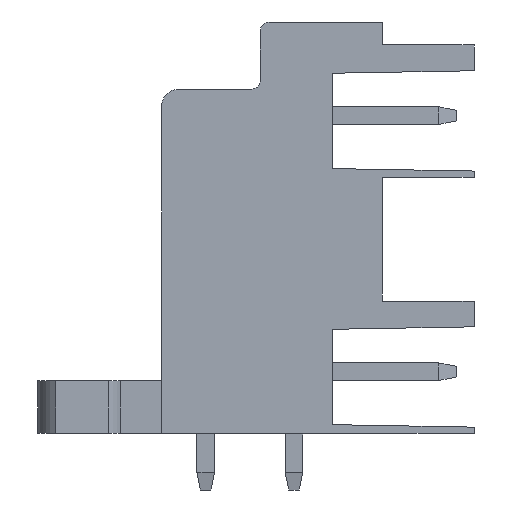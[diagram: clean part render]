
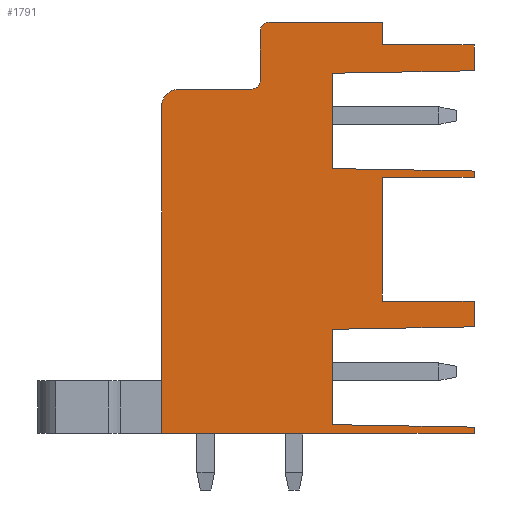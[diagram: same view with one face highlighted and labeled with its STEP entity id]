
A CAD part, left-side view. The second image highlights one B-rep face of the part: STEP entity #1791.
In plain terms, the highlighted planar face has unit normal (-1, 0, 0).
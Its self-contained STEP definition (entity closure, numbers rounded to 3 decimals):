
#940=AXIS2_PLACEMENT_3D('Circle Axis2P3D',#938,#939,$) ;
#1002=AXIS2_PLACEMENT_3D('Circle Axis2P3D',#1000,#1001,$) ;
#1064=AXIS2_PLACEMENT_3D('Circle Axis2P3D',#1062,#1063,$) ;
#1764=AXIS2_PLACEMENT_3D('Plane Axis2P3D',#1761,#1762,#1763) ;
#49=CARTESIAN_POINT('Vertex',(0.,0.,3.56)) ;
#52=CARTESIAN_POINT('Line Origine',(0.,0.,3.38)) ;
#56=CARTESIAN_POINT('Vertex',(0.,0.,3.2)) ;
#87=CARTESIAN_POINT('Vertex',(0.,8.,3.7)) ;
#90=CARTESIAN_POINT('Line Origine',(0.,4.,3.63)) ;
#118=CARTESIAN_POINT('Vertex',(0.,8.,9.1)) ;
#121=CARTESIAN_POINT('Line Origine',(0.,8.,6.4)) ;
#353=CARTESIAN_POINT('Vertex',(0.,0.,9.24)) ;
#356=CARTESIAN_POINT('Line Origine',(0.,4.,9.17)) ;
#379=CARTESIAN_POINT('Vertex',(0.,0.,10.7)) ;
#382=CARTESIAN_POINT('Line Origine',(0.,0.,9.97)) ;
#410=CARTESIAN_POINT('Vertex',(0.,5.2,10.7)) ;
#413=CARTESIAN_POINT('Line Origine',(0.,2.6,10.7)) ;
#441=CARTESIAN_POINT('Vertex',(0.,5.2,17.7)) ;
#444=CARTESIAN_POINT('Line Origine',(0.,5.2,14.2)) ;
#472=CARTESIAN_POINT('Vertex',(0.,0.,17.7)) ;
#475=CARTESIAN_POINT('Line Origine',(0.,2.6,17.7)) ;
#498=CARTESIAN_POINT('Vertex',(0.,0.,18.06)) ;
#501=CARTESIAN_POINT('Line Origine',(0.,0.,17.88)) ;
#529=CARTESIAN_POINT('Vertex',(0.,8.,18.2)) ;
#532=CARTESIAN_POINT('Line Origine',(0.,4.,18.13)) ;
#555=CARTESIAN_POINT('Vertex',(0.,8.,23.6)) ;
#558=CARTESIAN_POINT('Line Origine',(0.,8.,20.9)) ;
#790=CARTESIAN_POINT('Vertex',(0.,0.,23.74)) ;
#793=CARTESIAN_POINT('Line Origine',(0.,4.,23.67)) ;
#816=CARTESIAN_POINT('Vertex',(0.,0.,25.2)) ;
#819=CARTESIAN_POINT('Line Origine',(0.,0.,24.47)) ;
#847=CARTESIAN_POINT('Vertex',(0.,5.2,25.2)) ;
#850=CARTESIAN_POINT('Line Origine',(0.,2.6,25.2)) ;
#873=CARTESIAN_POINT('Vertex',(0.,5.2,26.5)) ;
#876=CARTESIAN_POINT('Line Origine',(0.,5.2,25.85)) ;
#904=CARTESIAN_POINT('Vertex',(0.,11.6,26.5)) ;
#907=CARTESIAN_POINT('Line Origine',(0.,8.4,26.5)) ;
#935=CARTESIAN_POINT('Vertex',(0.,12.1,26.)) ;
#938=CARTESIAN_POINT('Axis2P3D Location',(0.,11.6,26.)) ;
#966=CARTESIAN_POINT('Vertex',(0.,12.1,23.2)) ;
#969=CARTESIAN_POINT('Line Origine',(0.,12.1,24.6)) ;
#997=CARTESIAN_POINT('Vertex',(0.,12.6,22.7)) ;
#1000=CARTESIAN_POINT('Axis2P3D Location',(0.,12.6,23.2)) ;
#1028=CARTESIAN_POINT('Vertex',(0.,16.7,22.7)) ;
#1031=CARTESIAN_POINT('Line Origine',(0.,14.65,22.7)) ;
#1059=CARTESIAN_POINT('Vertex',(0.,17.7,21.7)) ;
#1062=CARTESIAN_POINT('Axis2P3D Location',(0.,16.7,21.7)) ;
#1113=CARTESIAN_POINT('Vertex',(0.,17.7,3.2)) ;
#1116=CARTESIAN_POINT('Line Origine',(0.,17.7,12.45)) ;
#1179=CARTESIAN_POINT('Line Origine',(0.,8.85,3.2)) ;
#1761=CARTESIAN_POINT('Axis2P3D Location',(0.,0.,0.)) ;
#53=DIRECTION('Vector Direction',(0.,0.,-1.)) ;
#91=DIRECTION('Vector Direction',(0.,-1.,-0.017)) ;
#122=DIRECTION('Vector Direction',(0.,0.,-1.)) ;
#357=DIRECTION('Vector Direction',(0.,1.,-0.017)) ;
#383=DIRECTION('Vector Direction',(0.,0.,-1.)) ;
#414=DIRECTION('Vector Direction',(0.,-1.,0.)) ;
#445=DIRECTION('Vector Direction',(0.,0.,-1.)) ;
#476=DIRECTION('Vector Direction',(0.,1.,0.)) ;
#502=DIRECTION('Vector Direction',(0.,0.,-1.)) ;
#533=DIRECTION('Vector Direction',(0.,-1.,-0.017)) ;
#559=DIRECTION('Vector Direction',(0.,0.,-1.)) ;
#794=DIRECTION('Vector Direction',(0.,1.,-0.017)) ;
#820=DIRECTION('Vector Direction',(0.,0.,-1.)) ;
#851=DIRECTION('Vector Direction',(0.,-1.,0.)) ;
#877=DIRECTION('Vector Direction',(0.,0.,-1.)) ;
#908=DIRECTION('Vector Direction',(0.,-1.,0.)) ;
#939=DIRECTION('Axis2P3D Direction',(-1.,0.,0.)) ;
#970=DIRECTION('Vector Direction',(0.,0.,1.)) ;
#1001=DIRECTION('Axis2P3D Direction',(-1.,0.,0.)) ;
#1032=DIRECTION('Vector Direction',(0.,-1.,0.)) ;
#1063=DIRECTION('Axis2P3D Direction',(-1.,0.,0.)) ;
#1117=DIRECTION('Vector Direction',(0.,0.,1.)) ;
#1180=DIRECTION('Vector Direction',(0.,1.,0.)) ;
#1762=DIRECTION('Axis2P3D Direction',(-1.,0.,0.)) ;
#1763=DIRECTION('Axis2P3D XDirection',(0.,-1.,0.)) ;
#54=VECTOR('Line Direction',#53,1.) ;
#92=VECTOR('Line Direction',#91,1.) ;
#123=VECTOR('Line Direction',#122,1.) ;
#358=VECTOR('Line Direction',#357,1.) ;
#384=VECTOR('Line Direction',#383,1.) ;
#415=VECTOR('Line Direction',#414,1.) ;
#446=VECTOR('Line Direction',#445,1.) ;
#477=VECTOR('Line Direction',#476,1.) ;
#503=VECTOR('Line Direction',#502,1.) ;
#534=VECTOR('Line Direction',#533,1.) ;
#560=VECTOR('Line Direction',#559,1.) ;
#795=VECTOR('Line Direction',#794,1.) ;
#821=VECTOR('Line Direction',#820,1.) ;
#852=VECTOR('Line Direction',#851,1.) ;
#878=VECTOR('Line Direction',#877,1.) ;
#909=VECTOR('Line Direction',#908,1.) ;
#971=VECTOR('Line Direction',#970,1.) ;
#1033=VECTOR('Line Direction',#1032,1.) ;
#1118=VECTOR('Line Direction',#1117,1.) ;
#1181=VECTOR('Line Direction',#1180,1.) ;
#1767=ORIENTED_EDGE('',*,*,#58,.T.) ;
#1768=ORIENTED_EDGE('',*,*,#94,.T.) ;
#1769=ORIENTED_EDGE('',*,*,#125,.T.) ;
#1770=ORIENTED_EDGE('',*,*,#360,.T.) ;
#1771=ORIENTED_EDGE('',*,*,#386,.T.) ;
#1772=ORIENTED_EDGE('',*,*,#417,.T.) ;
#1773=ORIENTED_EDGE('',*,*,#448,.T.) ;
#1774=ORIENTED_EDGE('',*,*,#479,.T.) ;
#1775=ORIENTED_EDGE('',*,*,#505,.T.) ;
#1776=ORIENTED_EDGE('',*,*,#536,.T.) ;
#1777=ORIENTED_EDGE('',*,*,#562,.T.) ;
#1778=ORIENTED_EDGE('',*,*,#797,.T.) ;
#1779=ORIENTED_EDGE('',*,*,#823,.T.) ;
#1780=ORIENTED_EDGE('',*,*,#854,.T.) ;
#1781=ORIENTED_EDGE('',*,*,#880,.T.) ;
#1782=ORIENTED_EDGE('',*,*,#911,.T.) ;
#1783=ORIENTED_EDGE('',*,*,#942,.T.) ;
#1784=ORIENTED_EDGE('',*,*,#973,.T.) ;
#1785=ORIENTED_EDGE('',*,*,#1004,.T.) ;
#1786=ORIENTED_EDGE('',*,*,#1035,.T.) ;
#1787=ORIENTED_EDGE('',*,*,#1066,.T.) ;
#1788=ORIENTED_EDGE('',*,*,#1120,.T.) ;
#1789=ORIENTED_EDGE('',*,*,#1183,.T.) ;
#1791=ADVANCED_FACE('Housing',(#1790),#1765,.T.) ;
#941=CIRCLE('generated circle',#940,0.5) ;
#1003=CIRCLE('generated circle',#1002,0.5) ;
#1065=CIRCLE('generated circle',#1064,1.) ;
#58=EDGE_CURVE('',#57,#50,#55,.F.) ;
#94=EDGE_CURVE('',#50,#88,#93,.F.) ;
#125=EDGE_CURVE('',#88,#119,#124,.F.) ;
#360=EDGE_CURVE('',#119,#354,#359,.F.) ;
#386=EDGE_CURVE('',#354,#380,#385,.F.) ;
#417=EDGE_CURVE('',#380,#411,#416,.F.) ;
#448=EDGE_CURVE('',#411,#442,#447,.F.) ;
#479=EDGE_CURVE('',#442,#473,#478,.F.) ;
#505=EDGE_CURVE('',#473,#499,#504,.F.) ;
#536=EDGE_CURVE('',#499,#530,#535,.F.) ;
#562=EDGE_CURVE('',#530,#556,#561,.F.) ;
#797=EDGE_CURVE('',#556,#791,#796,.F.) ;
#823=EDGE_CURVE('',#791,#817,#822,.F.) ;
#854=EDGE_CURVE('',#817,#848,#853,.F.) ;
#880=EDGE_CURVE('',#848,#874,#879,.F.) ;
#911=EDGE_CURVE('',#874,#905,#910,.F.) ;
#942=EDGE_CURVE('',#905,#936,#941,.T.) ;
#973=EDGE_CURVE('',#936,#967,#972,.F.) ;
#1004=EDGE_CURVE('',#967,#998,#1003,.F.) ;
#1035=EDGE_CURVE('',#998,#1029,#1034,.F.) ;
#1066=EDGE_CURVE('',#1029,#1060,#1065,.T.) ;
#1120=EDGE_CURVE('',#1060,#1114,#1119,.F.) ;
#1183=EDGE_CURVE('',#1114,#57,#1182,.F.) ;
#1766=EDGE_LOOP('',(#1767,#1768,#1769,#1770,#1771,#1772,#1773,#1774,#1775,#1776,#1777,#1778,#1779,#1780,#1781,#1782,#1783,#1784,#1785,#1786,#1787,#1788,#1789)) ;
#1790=FACE_OUTER_BOUND('',#1766,.T.) ;
#55=LINE('Line',#52,#54) ;
#93=LINE('Line',#90,#92) ;
#124=LINE('Line',#121,#123) ;
#359=LINE('Line',#356,#358) ;
#385=LINE('Line',#382,#384) ;
#416=LINE('Line',#413,#415) ;
#447=LINE('Line',#444,#446) ;
#478=LINE('Line',#475,#477) ;
#504=LINE('Line',#501,#503) ;
#535=LINE('Line',#532,#534) ;
#561=LINE('Line',#558,#560) ;
#796=LINE('Line',#793,#795) ;
#822=LINE('Line',#819,#821) ;
#853=LINE('Line',#850,#852) ;
#879=LINE('Line',#876,#878) ;
#910=LINE('Line',#907,#909) ;
#972=LINE('Line',#969,#971) ;
#1034=LINE('Line',#1031,#1033) ;
#1119=LINE('Line',#1116,#1118) ;
#1182=LINE('Line',#1179,#1181) ;
#1765=PLANE('',#1764) ;
#50=VERTEX_POINT('',#49) ;
#57=VERTEX_POINT('',#56) ;
#88=VERTEX_POINT('',#87) ;
#119=VERTEX_POINT('',#118) ;
#354=VERTEX_POINT('',#353) ;
#380=VERTEX_POINT('',#379) ;
#411=VERTEX_POINT('',#410) ;
#442=VERTEX_POINT('',#441) ;
#473=VERTEX_POINT('',#472) ;
#499=VERTEX_POINT('',#498) ;
#530=VERTEX_POINT('',#529) ;
#556=VERTEX_POINT('',#555) ;
#791=VERTEX_POINT('',#790) ;
#817=VERTEX_POINT('',#816) ;
#848=VERTEX_POINT('',#847) ;
#874=VERTEX_POINT('',#873) ;
#905=VERTEX_POINT('',#904) ;
#936=VERTEX_POINT('',#935) ;
#967=VERTEX_POINT('',#966) ;
#998=VERTEX_POINT('',#997) ;
#1029=VERTEX_POINT('',#1028) ;
#1060=VERTEX_POINT('',#1059) ;
#1114=VERTEX_POINT('',#1113) ;
